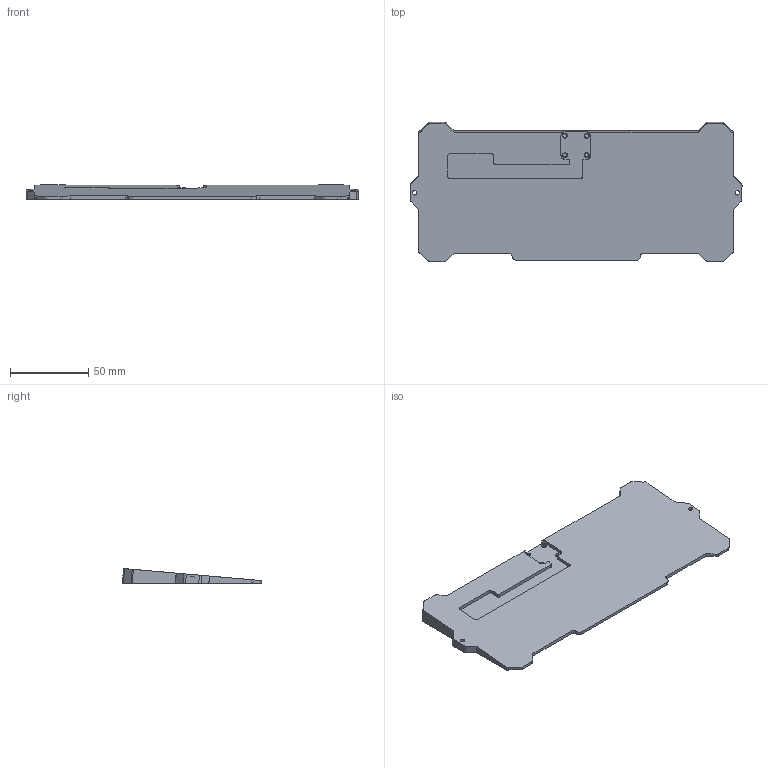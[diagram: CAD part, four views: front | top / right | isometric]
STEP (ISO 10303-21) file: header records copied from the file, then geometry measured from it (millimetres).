
FILE_DESCRIPTION(/* description */ (''),/* implementation_level */ '2;1');
FILE_NAME(/* name */ 'symmetric_cutiepie_weight.step',/* time_stamp */ '2023-07-07T18:49:20-04:00',/* author */ (''),/* organization */ (''),/* preprocessor_version */ 'ST-DEVELOPER v19.2',/* originating_system */ 'Autodesk Translation Framework v12.6.0.85',/* authorisation */ '');
FILE_SCHEMA (('AUTOMOTIVE_DESIGN { 1 0 10303 214 3 1 1 }'));
Products named in the file (1): cutiepie_weight
Bounding box: 212.53 x 89.2 x 9.55 mm (x, y, z)
Volume: 86240.9 mm3; surface area: 39374.6 mm2
Topology: 1 solids, 1 shells, 1984 faces, 5885 edges, 3922 vertices
Faces by surface type: plane 1917, cylinder 58, bspline 5, cone 4
Full cylindrical faces by diameter (mm): 2.8 x6, 3.2 x4, 5.1 x2
Entity records: 65157 total; most frequent: CARTESIAN_POINT 11859, ORIENTED_EDGE 11762, DIRECTION 9963, EDGE_CURVE 5881, LINE 5755, VECTOR 5755, VERTEX_POINT 3922, AXIS2_PLACEMENT_3D 2104
